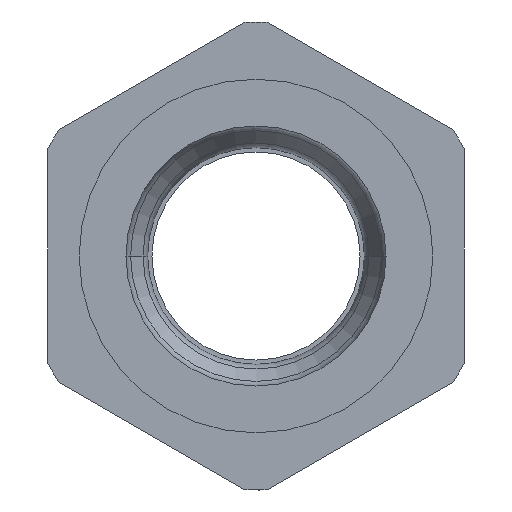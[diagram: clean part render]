
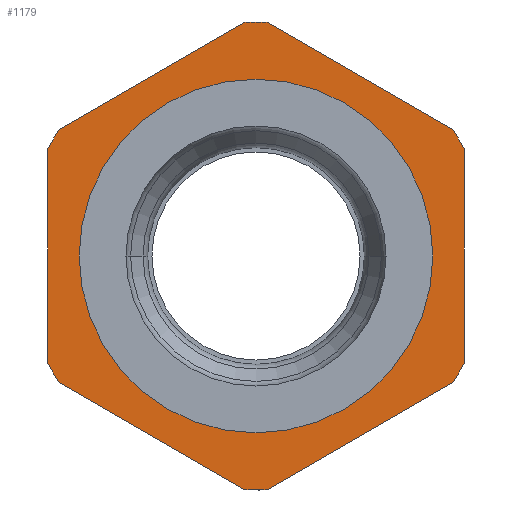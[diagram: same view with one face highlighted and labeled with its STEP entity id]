
A CAD part, front view. The second image highlights one B-rep face of the part: STEP entity #1179.
In plain terms, the highlighted planar face has unit normal (0, -1, 0).
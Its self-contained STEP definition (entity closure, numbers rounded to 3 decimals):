
#85 = DIRECTION ( 'NONE',  ( 0., 1., 0. ) ) ;
#105 = DIRECTION ( 'NONE',  ( 0., 1., 0. ) ) ;
#117 = EDGE_CURVE ( 'NONE', #4938, #6915, #1543, .T. ) ;
#138 = DIRECTION ( 'NONE',  ( -0.866, 0., -0.5 ) ) ;
#175 = CARTESIAN_POINT ( 'NONE',  ( 0., -6.75, 0. ) ) ;
#244 = CARTESIAN_POINT ( 'NONE',  ( 12., -6.75, -6.928 ) ) ;
#269 = CARTESIAN_POINT ( 'NONE',  ( 11.356, -6.75, -7.3 ) ) ;
#334 = EDGE_CURVE ( 'NONE', #6182, #2801, #5810, .T. ) ;
#409 = ORIENTED_EDGE ( 'NONE', *, *, #117, .F. ) ;
#488 = DIRECTION ( 'NONE',  ( 0., -1., 0. ) ) ;
#535 = ORIENTED_EDGE ( 'NONE', *, *, #334, .F. ) ;
#550 = AXIS2_PLACEMENT_3D ( 'NONE', #5703, #1886, #6223 ) ;
#693 = ORIENTED_EDGE ( 'NONE', *, *, #6314, .F. ) ;
#698 = VECTOR ( 'NONE', #2363, 1000. ) ;
#747 = FACE_BOUND ( 'NONE', #4171, .T. ) ;
#845 = CARTESIAN_POINT ( 'NONE',  ( -11.356, -6.75, -7.3 ) ) ;
#909 = AXIS2_PLACEMENT_3D ( 'NONE', #4544, #105, #6079 ) ;
#920 = DIRECTION ( 'NONE',  ( 0., 1., 0. ) ) ;
#974 = CARTESIAN_POINT ( 'NONE',  ( 11.356, -6.75, 7.3 ) ) ;
#1038 = VERTEX_POINT ( 'NONE', #1773 ) ;
#1066 = CIRCLE ( 'NONE', #3601, 13.5 ) ;
#1097 = VERTEX_POINT ( 'NONE', #7024 ) ;
#1170 = EDGE_CURVE ( 'NONE', #2801, #4357, #6043, .T. ) ;
#1174 = AXIS2_PLACEMENT_3D ( 'NONE', #175, #5045, #2848 ) ;
#1179 = ADVANCED_FACE ( 'NONE', ( #747, #3287 ), #6599, .T. ) ;
#1218 = CARTESIAN_POINT ( 'NONE',  ( 0., -6.75, 13.856 ) ) ;
#1226 = DIRECTION ( 'NONE',  ( 0., 0., -1. ) ) ;
#1254 = CARTESIAN_POINT ( 'NONE',  ( -12., -6.75, 6.928 ) ) ;
#1467 = ORIENTED_EDGE ( 'NONE', *, *, #6468, .F. ) ;
#1501 = CARTESIAN_POINT ( 'NONE',  ( -12., -6.75, -6.928 ) ) ;
#1514 = DIRECTION ( 'NONE',  ( 0., 0., 1. ) ) ;
#1522 = VERTEX_POINT ( 'NONE', #4802 ) ;
#1543 = CIRCLE ( 'NONE', #909, 13.5 ) ;
#1547 = ORIENTED_EDGE ( 'NONE', *, *, #2037, .F. ) ;
#1639 = CARTESIAN_POINT ( 'NONE',  ( -0.644, -6.75, -13.485 ) ) ;
#1754 = CIRCLE ( 'NONE', #2251, 13.5 ) ;
#1760 = CARTESIAN_POINT ( 'NONE',  ( 0., -6.75, 0. ) ) ;
#1773 = CARTESIAN_POINT ( 'NONE',  ( -0.644, -6.75, 13.485 ) ) ;
#1886 = DIRECTION ( 'NONE',  ( 0., 1., 0. ) ) ;
#1919 = VECTOR ( 'NONE', #2838, 1000. ) ;
#2037 = EDGE_CURVE ( 'NONE', #6915, #1522, #4385, .T. ) ;
#2173 = CIRCLE ( 'NONE', #5575, 10.2 ) ;
#2239 = CARTESIAN_POINT ( 'NONE',  ( -13.5, -6.75, 0. ) ) ;
#2251 = AXIS2_PLACEMENT_3D ( 'NONE', #3344, #85, #3888 ) ;
#2288 = DIRECTION ( 'NONE',  ( 0., -1., 0. ) ) ;
#2327 = VECTOR ( 'NONE', #138, 1000. ) ;
#2358 = AXIS2_PLACEMENT_3D ( 'NONE', #2538, #5279, #5803 ) ;
#2363 = DIRECTION ( 'NONE',  ( 0.866, 0., 0.5 ) ) ;
#2515 = VERTEX_POINT ( 'NONE', #5858 ) ;
#2538 = CARTESIAN_POINT ( 'NONE',  ( 0., -6.75, 0. ) ) ;
#2801 = VERTEX_POINT ( 'NONE', #4316 ) ;
#2823 = CIRCLE ( 'NONE', #550, 13.5 ) ;
#2834 = AXIS2_PLACEMENT_3D ( 'NONE', #2239, #4958, #6059 ) ;
#2838 = DIRECTION ( 'NONE',  ( 0.866, 0., -0.5 ) ) ;
#2848 = DIRECTION ( 'NONE',  ( 0., 0., 1. ) ) ;
#2900 = LINE ( 'NONE', #1254, #698 ) ;
#2944 = VECTOR ( 'NONE', #5331, 1000. ) ;
#2994 = VECTOR ( 'NONE', #5269, 1000. ) ;
#2995 = EDGE_CURVE ( 'NONE', #6533, #2515, #2173, .T. ) ;
#3135 = EDGE_CURVE ( 'NONE', #1522, #3531, #2823, .T. ) ;
#3144 = DIRECTION ( 'NONE',  ( 0., 0., -1. ) ) ;
#3149 = ORIENTED_EDGE ( 'NONE', *, *, #1170, .F. ) ;
#3156 = DIRECTION ( 'NONE',  ( 0., 1., 0. ) ) ;
#3158 = AXIS2_PLACEMENT_3D ( 'NONE', #3756, #488, #3144 ) ;
#3205 = EDGE_CURVE ( 'NONE', #4357, #4075, #1066, .T. ) ;
#3206 = VERTEX_POINT ( 'NONE', #5228 ) ;
#3235 = EDGE_CURVE ( 'NONE', #1038, #6357, #4551, .T. ) ;
#3287 = FACE_OUTER_BOUND ( 'NONE', #5871, .T. ) ;
#3296 = CARTESIAN_POINT ( 'NONE',  ( 0., -6.75, 13.5 ) ) ;
#3344 = CARTESIAN_POINT ( 'NONE',  ( 0., -6.75, 0. ) ) ;
#3486 = CARTESIAN_POINT ( 'NONE',  ( -12., -6.75, -6.185 ) ) ;
#3493 = CARTESIAN_POINT ( 'NONE',  ( 0., -6.75, 10.2 ) ) ;
#3531 = VERTEX_POINT ( 'NONE', #4736 ) ;
#3601 = AXIS2_PLACEMENT_3D ( 'NONE', #4510, #920, #6955 ) ;
#3655 = CARTESIAN_POINT ( 'NONE',  ( 0., -6.75, 0. ) ) ;
#3756 = CARTESIAN_POINT ( 'NONE',  ( 0., -6.75, 0. ) ) ;
#3768 = EDGE_CURVE ( 'NONE', #4075, #1097, #5664, .T. ) ;
#3882 = ORIENTED_EDGE ( 'NONE', *, *, #4604, .F. ) ;
#3888 = DIRECTION ( 'NONE',  ( 0., 0., 1. ) ) ;
#3914 = VERTEX_POINT ( 'NONE', #1639 ) ;
#3933 = AXIS2_PLACEMENT_3D ( 'NONE', #3655, #3156, #1514 ) ;
#3948 = EDGE_CURVE ( 'NONE', #3206, #6182, #4028, .T. ) ;
#4016 = ORIENTED_EDGE ( 'NONE', *, *, #3205, .F. ) ;
#4028 = LINE ( 'NONE', #1218, #1919 ) ;
#4075 = VERTEX_POINT ( 'NONE', #269 ) ;
#4171 = EDGE_LOOP ( 'NONE', ( #6130, #4876 ) ) ;
#4184 = CIRCLE ( 'NONE', #3158, 10.2 ) ;
#4312 = LINE ( 'NONE', #4351, #5938 ) ;
#4316 = CARTESIAN_POINT ( 'NONE',  ( 12., -6.75, 6.185 ) ) ;
#4351 = CARTESIAN_POINT ( 'NONE',  ( 0., -6.75, -13.856 ) ) ;
#4357 = VERTEX_POINT ( 'NONE', #5848 ) ;
#4385 = LINE ( 'NONE', #1501, #2994 ) ;
#4398 = ORIENTED_EDGE ( 'NONE', *, *, #6812, .F. ) ;
#4510 = CARTESIAN_POINT ( 'NONE',  ( 0., -6.75, 0. ) ) ;
#4544 = CARTESIAN_POINT ( 'NONE',  ( 0., -6.75, 0. ) ) ;
#4551 = CIRCLE ( 'NONE', #1174, 13.5 ) ;
#4555 = CIRCLE ( 'NONE', #3933, 13.5 ) ;
#4604 = EDGE_CURVE ( 'NONE', #3531, #1038, #2900, .T. ) ;
#4736 = CARTESIAN_POINT ( 'NONE',  ( -11.356, -6.75, 7.3 ) ) ;
#4802 = CARTESIAN_POINT ( 'NONE',  ( -12., -6.75, 6.185 ) ) ;
#4868 = CARTESIAN_POINT ( 'NONE',  ( 12., -6.75, 6.928 ) ) ;
#4876 = ORIENTED_EDGE ( 'NONE', *, *, #6166, .F. ) ;
#4938 = VERTEX_POINT ( 'NONE', #845 ) ;
#4958 = DIRECTION ( 'NONE',  ( 0., -1., 0. ) ) ;
#5045 = DIRECTION ( 'NONE',  ( 0., 1., 0. ) ) ;
#5055 = ORIENTED_EDGE ( 'NONE', *, *, #3135, .F. ) ;
#5228 = CARTESIAN_POINT ( 'NONE',  ( 0.644, -6.75, 13.485 ) ) ;
#5269 = DIRECTION ( 'NONE',  ( 0., 0., 1. ) ) ;
#5279 = DIRECTION ( 'NONE',  ( 0., 1., 0. ) ) ;
#5331 = DIRECTION ( 'NONE',  ( 0., 0., -1. ) ) ;
#5575 = AXIS2_PLACEMENT_3D ( 'NONE', #1760, #2288, #1226 ) ;
#5664 = LINE ( 'NONE', #244, #2327 ) ;
#5703 = CARTESIAN_POINT ( 'NONE',  ( 0., -6.75, 0. ) ) ;
#5803 = DIRECTION ( 'NONE',  ( 0., 0., 1. ) ) ;
#5810 = CIRCLE ( 'NONE', #2358, 13.5 ) ;
#5848 = CARTESIAN_POINT ( 'NONE',  ( 12., -6.75, -6.185 ) ) ;
#5858 = CARTESIAN_POINT ( 'NONE',  ( 0., -6.75, -10.2 ) ) ;
#5871 = EDGE_LOOP ( 'NONE', ( #4016, #3149, #535, #6864, #4398, #5898, #3882, #5055, #1547, #409, #693, #1467, #6595 ) ) ;
#5898 = ORIENTED_EDGE ( 'NONE', *, *, #3235, .F. ) ;
#5938 = VECTOR ( 'NONE', #5999, 1000. ) ;
#5999 = DIRECTION ( 'NONE',  ( -0.866, 0., 0.5 ) ) ;
#6043 = LINE ( 'NONE', #4868, #2944 ) ;
#6059 = DIRECTION ( 'NONE',  ( 0., 0., -1. ) ) ;
#6079 = DIRECTION ( 'NONE',  ( 0., 0., 1. ) ) ;
#6130 = ORIENTED_EDGE ( 'NONE', *, *, #2995, .F. ) ;
#6166 = EDGE_CURVE ( 'NONE', #2515, #6533, #4184, .T. ) ;
#6182 = VERTEX_POINT ( 'NONE', #974 ) ;
#6223 = DIRECTION ( 'NONE',  ( 0., 0., 1. ) ) ;
#6314 = EDGE_CURVE ( 'NONE', #3914, #4938, #4312, .T. ) ;
#6357 = VERTEX_POINT ( 'NONE', #3296 ) ;
#6468 = EDGE_CURVE ( 'NONE', #1097, #3914, #1754, .T. ) ;
#6533 = VERTEX_POINT ( 'NONE', #3493 ) ;
#6595 = ORIENTED_EDGE ( 'NONE', *, *, #3768, .F. ) ;
#6599 = PLANE ( 'NONE',  #2834 ) ;
#6812 = EDGE_CURVE ( 'NONE', #6357, #3206, #4555, .T. ) ;
#6864 = ORIENTED_EDGE ( 'NONE', *, *, #3948, .F. ) ;
#6915 = VERTEX_POINT ( 'NONE', #3486 ) ;
#6955 = DIRECTION ( 'NONE',  ( 0., 0., 1. ) ) ;
#7024 = CARTESIAN_POINT ( 'NONE',  ( 0.644, -6.75, -13.485 ) ) ;
